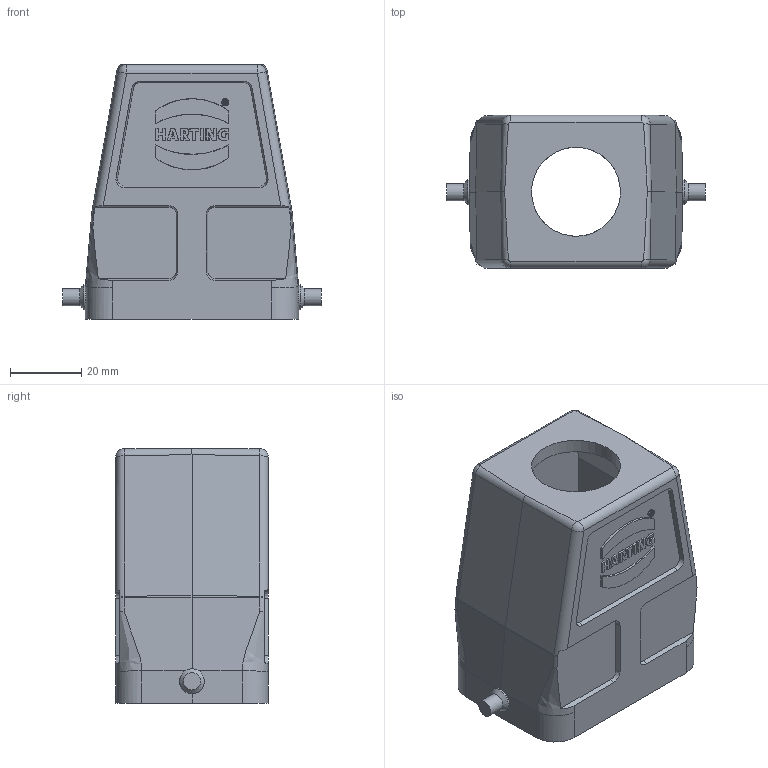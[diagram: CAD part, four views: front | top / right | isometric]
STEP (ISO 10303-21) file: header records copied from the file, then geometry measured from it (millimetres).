
FILE_DESCRIPTION(/* description */ (''),/* implementation_level */ '2;1');
FILE_NAME(/* name */ '100094884ugm000_f.stp',/* time_stamp */ '2019-11-08T07:12:13+01:00',/* author */ (''),/* organization */ (''),/* preprocessor_version */ 'ST-DEVELOPER v16.7',/* originating_system */ 'SIEMENS PLM Software NX 12.0',/* authorisation */ '');
FILE_SCHEMA (('AUTOMOTIVE_DESIGN { 1 0 10303 214 3 1 1 1 }'));
Length unit declared in the file: millimetre
Products named in the file (1): 100094884ugm000_f
Bounding box: 72.6 x 43 x 71.6 mm (x, y, z)
Volume: 48913.1 mm3; surface area: 28488.7 mm2
Topology: 1 solids, 1 shells, 246 faces, 647 edges, 423 vertices
Faces by surface type: plane 157, cylinder 38, cone 30, bspline 17, sphere 4
Full cylindrical faces by diameter (mm): 3 x4, 4 x2, 4.8 x2, 7 x2, 25 x1
Entity records: 10064 total; most frequent: CARTESIAN_POINT 2393, ORIENTED_EDGE 1244, DIRECTION 1154, EDGE_CURVE 622, VERTEX_POINT 419, LINE 416, VECTOR 416, AXIS2_PLACEMENT_3D 369
